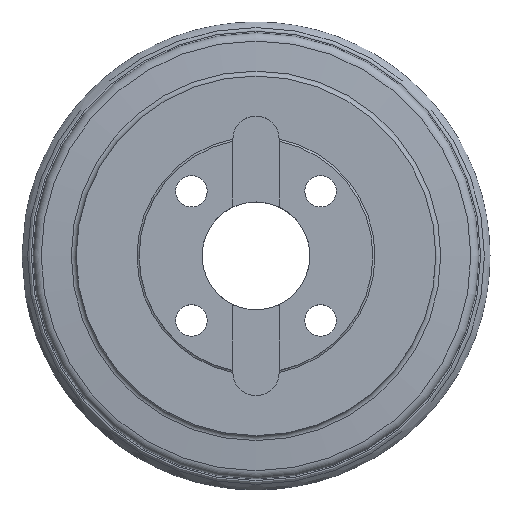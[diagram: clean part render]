
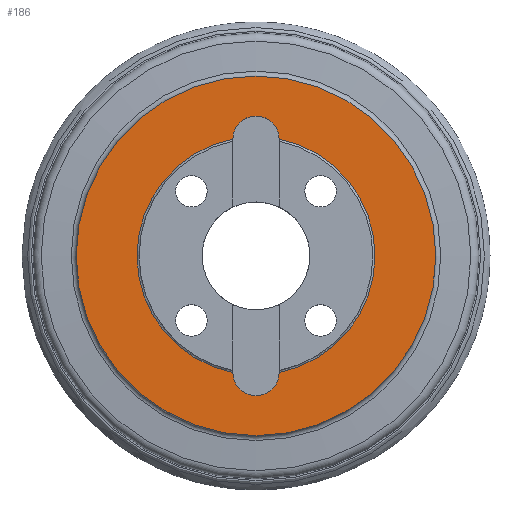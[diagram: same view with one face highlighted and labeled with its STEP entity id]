
A CAD part, top view. The second image highlights one B-rep face of the part: STEP entity #186.
In plain terms, the highlighted planar face has unit normal (0, 0, 1).
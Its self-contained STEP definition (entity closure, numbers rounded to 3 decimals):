
#136=PLANE('',#1037);
#186=ADVANCED_FACE('',(#320,#321),#136,.F.);
#320=FACE_BOUND('',#411,.T.);
#321=FACE_BOUND('',#412,.T.);
#411=EDGE_LOOP('',(#516));
#412=EDGE_LOOP('',(#517,#518,#519,#520));
#516=ORIENTED_EDGE('',*,*,#733,.T.);
#517=ORIENTED_EDGE('',*,*,#734,.F.);
#518=ORIENTED_EDGE('',*,*,#735,.T.);
#519=ORIENTED_EDGE('',*,*,#731,.F.);
#520=ORIENTED_EDGE('',*,*,#736,.F.);
#664=VERTEX_POINT('',#1607);
#665=VERTEX_POINT('',#1609);
#666=VERTEX_POINT('',#1616);
#667=VERTEX_POINT('',#1618);
#668=VERTEX_POINT('',#1619);
#731=EDGE_CURVE('',#664,#665,#807,.T.);
#733=EDGE_CURVE('',#666,#666,#808,.T.);
#734=EDGE_CURVE('',#667,#668,#809,.T.);
#735=EDGE_CURVE('',#667,#665,#810,.T.);
#736=EDGE_CURVE('',#668,#664,#811,.T.);
#807=CIRCLE('',#1031,66.183);
#808=CIRCLE('',#1033,100.);
#809=CIRCLE('',#1034,66.183);
#810=CIRCLE('',#1035,12.883);
#811=CIRCLE('',#1036,12.883);
#1031=AXIS2_PLACEMENT_3D('',#1608,#1170,#1171);
#1033=AXIS2_PLACEMENT_3D('',#1615,#1174,#1175);
#1034=AXIS2_PLACEMENT_3D('',#1617,#1176,#1177);
#1035=AXIS2_PLACEMENT_3D('',#1620,#1178,#1179);
#1036=AXIS2_PLACEMENT_3D('',#1621,#1180,#1181);
#1037=AXIS2_PLACEMENT_3D('',#1622,#1182,#1183);
#1170=DIRECTION('',(0.,0.,1.));
#1171=DIRECTION('',(-1.,0.,0.));
#1174=DIRECTION('',(0.,0.,1.));
#1175=DIRECTION('',(1.,0.,0.));
#1176=DIRECTION('',(0.,0.,1.));
#1177=DIRECTION('',(-1.,0.,0.));
#1178=DIRECTION('',(0.,0.,-1.));
#1179=DIRECTION('',(1.,0.,0.));
#1180=DIRECTION('',(0.,0.,1.));
#1181=DIRECTION('',(1.,0.,0.));
#1182=DIRECTION('',(0.,0.,-1.));
#1183=DIRECTION('',(1.,0.,0.));
#1607=CARTESIAN_POINT('',(-12.882,64.917,-1.));
#1608=CARTESIAN_POINT('',(0.,0.,-1.));
#1609=CARTESIAN_POINT('',(-12.882,-64.917,-1.));
#1615=CARTESIAN_POINT('',(0.,0.,-1.));
#1616=CARTESIAN_POINT('',(100.,0.,-1.));
#1617=CARTESIAN_POINT('',(0.,0.,-1.));
#1618=CARTESIAN_POINT('',(12.882,-64.917,-1.));
#1619=CARTESIAN_POINT('',(12.882,64.917,-1.));
#1620=CARTESIAN_POINT('',(0.,-64.868,-1.));
#1621=CARTESIAN_POINT('',(0.,64.868,-1.));
#1622=CARTESIAN_POINT('',(-130.,0.,-1.));
